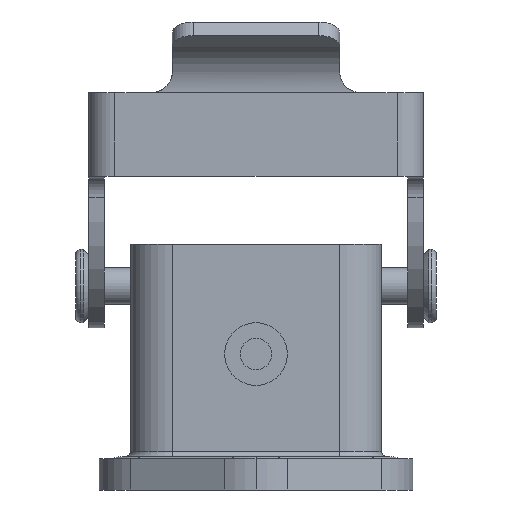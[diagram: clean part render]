
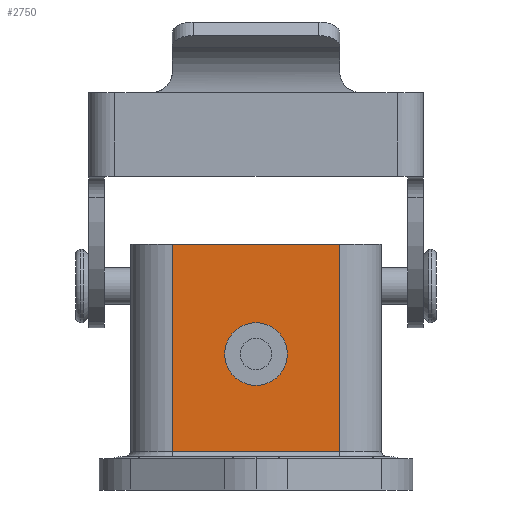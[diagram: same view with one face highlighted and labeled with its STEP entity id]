
A CAD part, left-side view. The second image highlights one B-rep face of the part: STEP entity #2750.
In plain terms, the highlighted planar face has unit normal (-1, 0, 0).
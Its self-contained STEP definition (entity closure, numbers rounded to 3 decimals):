
#26 = CARTESIAN_POINT ( 'NONE',  ( -12., -8., 2.7 ) ) ;
#301 = CARTESIAN_POINT ( 'NONE',  ( -12., 0., 12. ) ) ;
#355 = CARTESIAN_POINT ( 'NONE',  ( -12., 8., 22.5 ) ) ;
#470 = CARTESIAN_POINT ( 'NONE',  ( -12., 8., 22.5 ) ) ;
#506 = ORIENTED_EDGE ( 'NONE', *, *, #2093, .F. ) ;
#581 = DIRECTION ( 'NONE',  ( -1., 0., 0. ) ) ;
#625 = CARTESIAN_POINT ( 'NONE',  ( -12., 3., 12. ) ) ;
#702 = VECTOR ( 'NONE', #3385, 1000. ) ;
#709 = VECTOR ( 'NONE', #4553, 1000. ) ;
#733 = LINE ( 'NONE', #5553, #709 ) ;
#789 = DIRECTION ( 'NONE',  ( 0., 0., -1. ) ) ;
#985 = DIRECTION ( 'NONE',  ( 0., -1., 0. ) ) ;
#1002 = VERTEX_POINT ( 'NONE', #3476 ) ;
#1093 = DIRECTION ( 'NONE',  ( 1., 0., 0. ) ) ;
#1229 = EDGE_CURVE ( 'NONE', #3714, #1002, #4581, .T. ) ;
#1301 = PLANE ( 'NONE',  #2934 ) ;
#1431 = CARTESIAN_POINT ( 'NONE',  ( -12., -8., 22.5 ) ) ;
#1623 = VERTEX_POINT ( 'NONE', #4939 ) ;
#1666 = CIRCLE ( 'NONE', #5342, 3. ) ;
#1987 = DIRECTION ( 'NONE',  ( 0., -1., 0. ) ) ;
#2049 = VECTOR ( 'NONE', #789, 1000. ) ;
#2067 = EDGE_CURVE ( 'NONE', #1623, #4078, #2410, .T. ) ;
#2093 = EDGE_CURVE ( 'NONE', #2400, #1002, #733, .T. ) ;
#2135 = EDGE_CURVE ( 'NONE', #3405, #2400, #2483, .T. ) ;
#2264 = LINE ( 'NONE', #470, #2049 ) ;
#2377 = AXIS2_PLACEMENT_3D ( 'NONE', #4399, #581, #985 ) ;
#2400 = VERTEX_POINT ( 'NONE', #1431 ) ;
#2410 = CIRCLE ( 'NONE', #2377, 3. ) ;
#2483 = LINE ( 'NONE', #355, #702 ) ;
#2668 = VECTOR ( 'NONE', #5462, 1000. ) ;
#2750 = ADVANCED_FACE ( 'NONE', ( #4731, #2952 ), #1301, .F. ) ;
#2835 = ORIENTED_EDGE ( 'NONE', *, *, #1229, .T. ) ;
#2934 = AXIS2_PLACEMENT_3D ( 'NONE', #4895, #1093, #4055 ) ;
#2952 = FACE_OUTER_BOUND ( 'NONE', #5174, .T. ) ;
#3234 = DIRECTION ( 'NONE',  ( -1., 0., 0. ) ) ;
#3385 = DIRECTION ( 'NONE',  ( 0., -1., 0. ) ) ;
#3405 = VERTEX_POINT ( 'NONE', #4068 ) ;
#3476 = CARTESIAN_POINT ( 'NONE',  ( -12., -8., 2.7 ) ) ;
#3714 = VERTEX_POINT ( 'NONE', #3935 ) ;
#3935 = CARTESIAN_POINT ( 'NONE',  ( -12., 8., 2.7 ) ) ;
#4055 = DIRECTION ( 'NONE',  ( 0., 1., 0. ) ) ;
#4068 = CARTESIAN_POINT ( 'NONE',  ( -12., 8., 22.5 ) ) ;
#4078 = VERTEX_POINT ( 'NONE', #625 ) ;
#4269 = ORIENTED_EDGE ( 'NONE', *, *, #4428, .F. ) ;
#4364 = ORIENTED_EDGE ( 'NONE', *, *, #4955, .T. ) ;
#4399 = CARTESIAN_POINT ( 'NONE',  ( -12., 0., 12. ) ) ;
#4428 = EDGE_CURVE ( 'NONE', #4078, #1623, #1666, .T. ) ;
#4553 = DIRECTION ( 'NONE',  ( 0., 0., -1. ) ) ;
#4581 = LINE ( 'NONE', #26, #2668 ) ;
#4584 = ORIENTED_EDGE ( 'NONE', *, *, #2135, .F. ) ;
#4590 = ORIENTED_EDGE ( 'NONE', *, *, #2067, .F. ) ;
#4731 = FACE_BOUND ( 'NONE', #4916, .T. ) ;
#4895 = CARTESIAN_POINT ( 'NONE',  ( -12., 8., 22.5 ) ) ;
#4916 = EDGE_LOOP ( 'NONE', ( #4590, #4269 ) ) ;
#4939 = CARTESIAN_POINT ( 'NONE',  ( -12., -3., 12. ) ) ;
#4955 = EDGE_CURVE ( 'NONE', #3405, #3714, #2264, .T. ) ;
#5174 = EDGE_LOOP ( 'NONE', ( #4364, #2835, #506, #4584 ) ) ;
#5342 = AXIS2_PLACEMENT_3D ( 'NONE', #301, #3234, #1987 ) ;
#5462 = DIRECTION ( 'NONE',  ( 0., -1., 0. ) ) ;
#5553 = CARTESIAN_POINT ( 'NONE',  ( -12., -8., 22.5 ) ) ;
